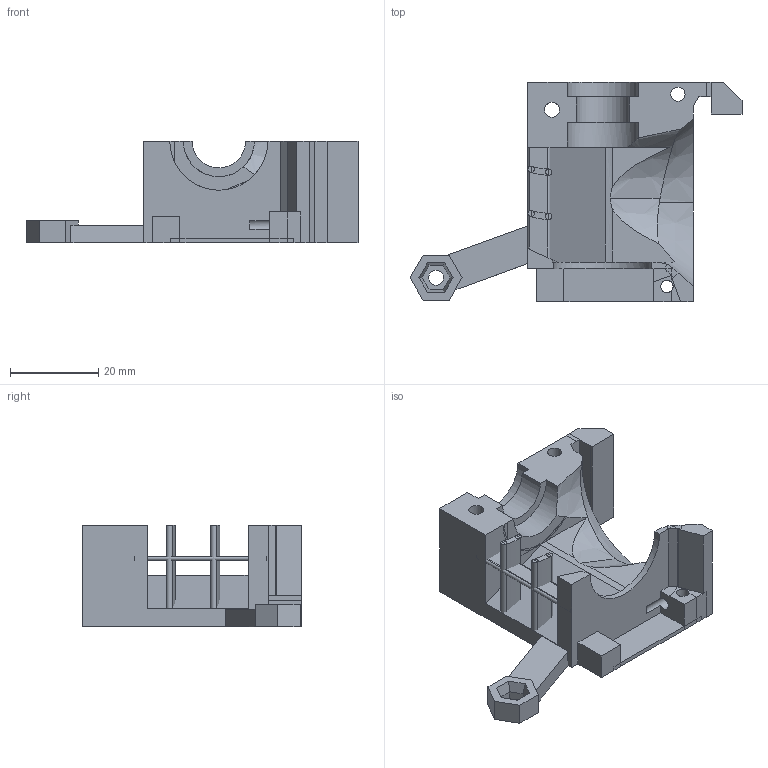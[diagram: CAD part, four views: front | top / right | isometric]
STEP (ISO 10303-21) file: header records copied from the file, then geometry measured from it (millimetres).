
FILE_DESCRIPTION(('FreeCAD Model'),'2;1');
FILE_NAME('extruder-cover.step', '2017-12-05T19:28:16',('Author'),(''), 'Open CASCADE STEP processor 6.8','FreeCAD','Unknown');
FILE_SCHEMA(('AUTOMOTIVE_DESIGN_CC2 { 1 2 10303 214 -1 1 5 4 }'));
Length unit declared in the file: millimetre
Products named in the file (9): ASSEMBLY; Group; cube024; cube025; cube006; cylinder008; cylinder009; Cut034; Group001
Assembly tree (8 placements, depth 2):
  ASSEMBLY
    Group
    cube024
    cube025
    cube006
    cylinder008
    cylinder009
    Cut034
    Group001
Bounding box: 75.15 x 49.75 x 23 mm (x, y, z)
Volume: 23294.9 mm3; surface area: 11175.9 mm2
Topology: 8 solids, 8 shells, 297 faces, 714 edges, 432 vertices
Faces by surface type: plane 233, cylinder 49, cone 9, bspline 6
Full cylindrical faces by diameter (mm): 1 x2, 2.8 x3, 3.2 x1, 3.4 x3
Entity records: 20070 total; most frequent: CARTESIAN_POINT 5928, DIRECTION 2477, ORIENTED_EDGE 1428, PCURVE 1428, DEFINITIONAL_REPRESENTATION 1428, LINE 1416, VECTOR 1416, EDGE_CURVE 714
